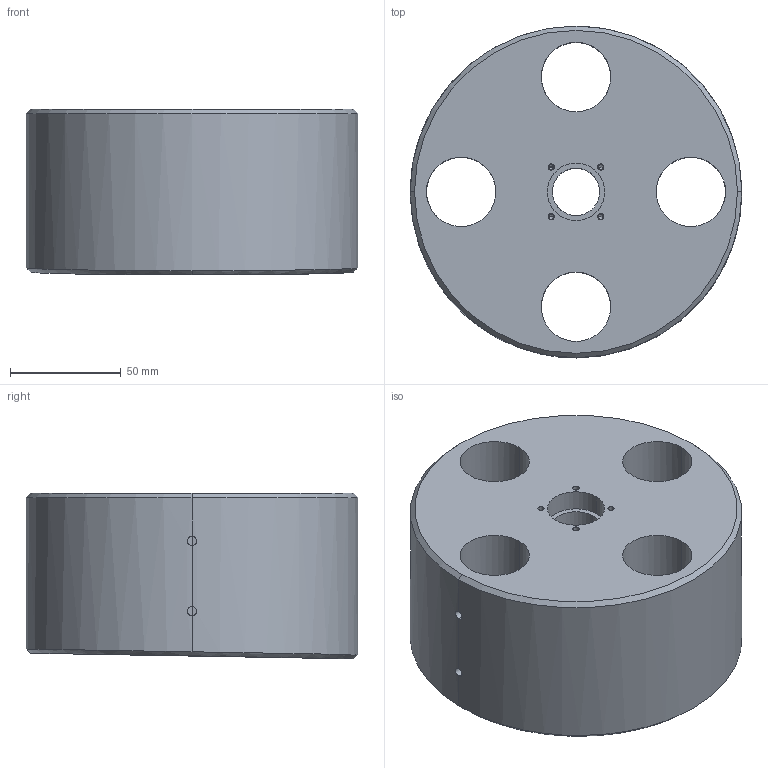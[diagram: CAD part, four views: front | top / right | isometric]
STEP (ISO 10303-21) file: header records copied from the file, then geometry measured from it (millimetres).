
FILE_DESCRIPTION (( 'STEP AP203' ), '1' );
FILE_NAME ('D0902332-v2_aLIGO_SUS_HSTS_Metal Test Mass (PR-SR, 1 deg).STEP', '2010-06-18T13:45:39', ( 'Dwayne Giardina' ), ( 'CA Institute of Technology' ), 'SwSTEP 2.0', 'SolidWorks 2009', '' );
FILE_SCHEMA (( 'CONFIG_CONTROL_DESIGN' ));
Length unit declared in the file: inch
Products named in the file (1): D0902332-v2_aLIGO_SUS_HSTS_Metal Test Mass (PR-SR, 1 deg)
Bounding box: 150 x 150 x 74.97 mm (x, y, z)
Volume: 1041862.7 mm3; surface area: 97711.3 mm2
Topology: 1 solids, 1 shells, 88 faces, 218 edges, 126 vertices
Faces by surface type: cylinder 56, cone 18, plane 12, bspline 2
Entity records: 3349 total; most frequent: CARTESIAN_POINT 1251, DIRECTION 428, ORIENTED_EDGE 404, EDGE_CURVE 202, AXIS2_PLACEMENT_3D 173, VERTEX_POINT 126, EDGE_LOOP 116, FACE_OUTER_BOUND 88
